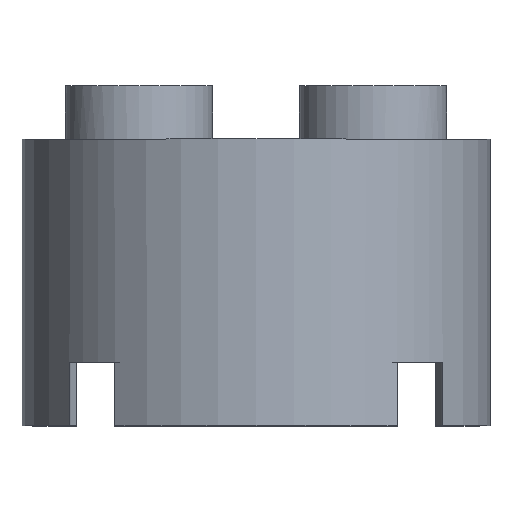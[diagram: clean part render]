
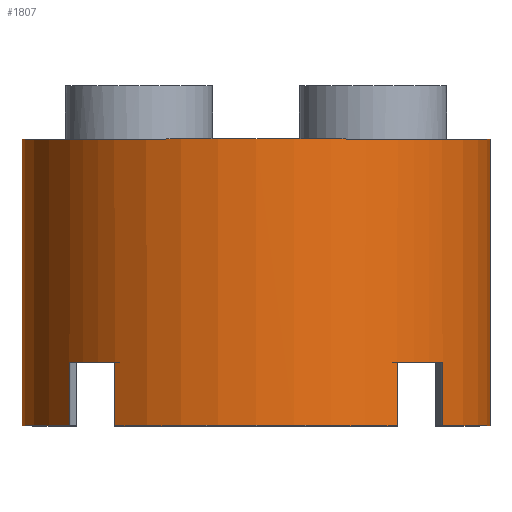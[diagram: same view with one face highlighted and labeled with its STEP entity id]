
A CAD part, top view. The second image highlights one B-rep face of the part: STEP entity #1807.
In plain terms, the highlighted cylindrical face has radius 7.8 mm (diameter 15.6 mm), a partial arc.
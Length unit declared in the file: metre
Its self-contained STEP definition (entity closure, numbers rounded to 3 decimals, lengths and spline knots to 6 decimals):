
#16=CARTESIAN_POINT('',(-0.0078,0.,-0.0078));
#17=DIRECTION('',(0.,1.,0.));
#18=DIRECTION('',(0.797,0.,0.604));
#19=AXIS2_PLACEMENT_3D('',#16,#17,#18);
#31=CARTESIAN_POINT('',(-0.0078,0.,-0.0078));
#32=DIRECTION('',(0.,1.,0.));
#33=DIRECTION('',(-1.,0.,0.));
#34=AXIS2_PLACEMENT_3D('',#31,#32,#33);
#41=CARTESIAN_POINT('',(-0.0078,0.,-0.0078));
#42=DIRECTION('',(0.,1.,0.));
#43=DIRECTION('',(-0.604,0.,0.797));
#44=AXIS2_PLACEMENT_3D('',#41,#42,#43);
#180=CARTESIAN_POINT('',(-0.0078,0.002108,-0.0078));
#181=DIRECTION('',(0.,-1.,0.));
#182=DIRECTION('',(0.797,0.,0.604));
#183=AXIS2_PLACEMENT_3D('',#180,#181,#182);
#200=CARTESIAN_POINT('',(-0.0078,0.002108,-0.0078));
#201=DIRECTION('',(0.,-1.,0.));
#202=DIRECTION('',(-0.604,0.,0.797));
#203=AXIS2_PLACEMENT_3D('',#200,#201,#202);
#457=CARTESIAN_POINT('',(-0.0078,0.00955,-0.0078));
#458=DIRECTION('',(0.,-1.,0.));
#459=DIRECTION('',(1.,0.,0.));
#460=AXIS2_PLACEMENT_3D('',#457,#458,#459);
#477=CARTESIAN_POINT('',(-0.0078,0.00955,-0.0078));
#478=DIRECTION('',(0.,-1.,0.));
#479=DIRECTION('',(0.605,0.,0.796));
#480=AXIS2_PLACEMENT_3D('',#477,#478,#479);
#497=CARTESIAN_POINT('',(-0.0078,0.00955,-0.0078));
#498=DIRECTION('',(0.,-1.,0.));
#499=DIRECTION('',(-0.796,0.,0.605));
#500=AXIS2_PLACEMENT_3D('',#497,#498,#499);
#609=DIRECTION('',(0.,1.,0.));
#610=VECTOR('',#609,0.00955);
#611=CARTESIAN_POINT('',(0.,0.,-0.0078));
#612=LINE('',#611,#610);
#627=DIRECTION('',(0.,-1.,0.));
#628=VECTOR('',#627,0.002108);
#629=CARTESIAN_POINT('',(-0.00309,0.002108,-0.001582));
#630=LINE('',#629,#628);
#631=DIRECTION('',(0.,-1.,0.));
#632=VECTOR('',#631,0.002108);
#633=CARTESIAN_POINT('',(-0.01251,0.002108,-0.001582));
#634=LINE('',#633,#632);
#635=DIRECTION('',(0.,-1.,0.));
#636=VECTOR('',#635,0.002108);
#637=CARTESIAN_POINT('',(-0.014018,0.002108,-0.00309));
#638=LINE('',#637,#636);
#639=DIRECTION('',(0.,1.,0.));
#640=VECTOR('',#639,0.00955);
#641=CARTESIAN_POINT('',(-0.0156,0.,-0.0078));
#642=LINE('',#641,#640);
#643=DIRECTION('',(0.,-1.,0.));
#644=VECTOR('',#643,0.002108);
#645=CARTESIAN_POINT('',(-0.001582,0.002108,-0.00309));
#646=LINE('',#645,#644);
#667=CARTESIAN_POINT('',(-0.0078,0.00955,-0.0078));
#668=DIRECTION('',(0.,-1.,0.));
#669=DIRECTION('',(-0.605,0.,0.796));
#670=AXIS2_PLACEMENT_3D('',#667,#668,#669);
#695=CARTESIAN_POINT('',(-0.0078,0.00955,-0.0078));
#696=DIRECTION('',(0.,-1.,0.));
#697=DIRECTION('',(0.796,0.,0.605));
#698=AXIS2_PLACEMENT_3D('',#695,#696,#697);
#875=CARTESIAN_POINT('',(-0.00308,0.00955,-0.00159));
#876=VERTEX_POINT('',#875);
#901=CARTESIAN_POINT('',(-0.01401,0.00955,-0.00308));
#902=VERTEX_POINT('',#901);
#947=CARTESIAN_POINT('',(-0.0156,0.,-0.0078));
#948=CARTESIAN_POINT('',(-0.0156,0.00955,-0.0078));
#949=VERTEX_POINT('',#947);
#950=VERTEX_POINT('',#948);
#951=CARTESIAN_POINT('',(0.,0.,-0.0078));
#952=CARTESIAN_POINT('',(0.,0.00955,-0.0078));
#953=VERTEX_POINT('',#951);
#954=VERTEX_POINT('',#952);
#955=CARTESIAN_POINT('',(-0.00159,0.00955,-0.00308));
#956=VERTEX_POINT('',#955);
#961=CARTESIAN_POINT('',(-0.01252,0.00955,-0.00159));
#962=VERTEX_POINT('',#961);
#988=CARTESIAN_POINT('',(-0.01251,0.,-0.001582));
#990=VERTEX_POINT('',#988);
#991=CARTESIAN_POINT('',(-0.00309,0.,-0.001582));
#993=VERTEX_POINT('',#991);
#1011=CARTESIAN_POINT('',(-0.001582,0.002108,-0.00309));
#1012=CARTESIAN_POINT('',(-0.00309,0.002108,-0.001582));
#1013=VERTEX_POINT('',#1011);
#1014=VERTEX_POINT('',#1012);
#1015=CARTESIAN_POINT('',(-0.01251,0.002108,-0.001582));
#1016=CARTESIAN_POINT('',(-0.014018,0.002108,-0.00309));
#1017=VERTEX_POINT('',#1015);
#1018=VERTEX_POINT('',#1016);
#1019=CARTESIAN_POINT('',(-0.014018,0.,-0.00309));
#1020=VERTEX_POINT('',#1019);
#1021=CARTESIAN_POINT('',(-0.001582,0.,-0.00309));
#1022=VERTEX_POINT('',#1021);
#1778=CARTESIAN_POINT('',(-0.0078,0.,-0.0078));
#1779=DIRECTION('',(0.,-1.,0.));
#1780=DIRECTION('',(-1.,0.,0.));
#1781=AXIS2_PLACEMENT_3D('',#1778,#1779,#1780);
#1782=CYLINDRICAL_SURFACE('',#1781,0.0078);
#1783=ORIENTED_EDGE('',*,*,#1309,.T.);
#1785=ORIENTED_EDGE('',*,*,#1784,.T.);
#1786=ORIENTED_EDGE('',*,*,#1170,.F.);
#1788=ORIENTED_EDGE('',*,*,#1787,.F.);
#1789=ORIENTED_EDGE('',*,*,#1327,.T.);
#1791=ORIENTED_EDGE('',*,*,#1790,.T.);
#1792=ORIENTED_EDGE('',*,*,#1154,.F.);
#1793=ORIENTED_EDGE('',*,*,#1746,.T.);
#1794=ORIENTED_EDGE('',*,*,#1642,.F.);
#1796=ORIENTED_EDGE('',*,*,#1795,.F.);
#1797=ORIENTED_EDGE('',*,*,#1634,.F.);
#1799=ORIENTED_EDGE('',*,*,#1798,.F.);
#1800=ORIENTED_EDGE('',*,*,#1626,.F.);
#1801=ORIENTED_EDGE('',*,*,#1738,.F.);
#1802=ORIENTED_EDGE('',*,*,#1138,.F.);
#1804=ORIENTED_EDGE('',*,*,#1803,.F.);
#1805=EDGE_LOOP('',(#1783,#1785,#1786,#1788,#1789,#1791,#1792,#1793,#1794,#1796,
#1797,#1799,#1800,#1801,#1802,#1804));
#1806=FACE_OUTER_BOUND('',#1805,.F.);
#1807=ADVANCED_FACE('',(#1806),#1782,.T.);
#20=CIRCLE('',#19,0.0078);
#35=CIRCLE('',#34,0.0078);
#45=CIRCLE('',#44,0.0078);
#184=CIRCLE('',#183,0.0078);
#204=CIRCLE('',#203,0.0078);
#461=CIRCLE('',#460,0.0078);
#481=CIRCLE('',#480,0.0078);
#501=CIRCLE('',#500,0.0078);
#671=CIRCLE('',#670,0.0078);
#699=CIRCLE('',#698,0.0078);
#1138=EDGE_CURVE('',#1022,#953,#20,.T.);
#1154=EDGE_CURVE('',#949,#1020,#35,.T.);
#1170=EDGE_CURVE('',#990,#993,#45,.T.);
#1309=EDGE_CURVE('',#1013,#1014,#184,.T.);
#1327=EDGE_CURVE('',#1017,#1018,#204,.T.);
#1626=EDGE_CURVE('',#954,#956,#461,.T.);
#1634=EDGE_CURVE('',#876,#962,#481,.T.);
#1642=EDGE_CURVE('',#902,#950,#501,.T.);
#1738=EDGE_CURVE('',#953,#954,#612,.T.);
#1746=EDGE_CURVE('',#949,#950,#642,.T.);
#1784=EDGE_CURVE('',#1014,#993,#630,.T.);
#1787=EDGE_CURVE('',#1017,#990,#634,.T.);
#1790=EDGE_CURVE('',#1018,#1020,#638,.T.);
#1795=EDGE_CURVE('',#962,#902,#671,.T.);
#1798=EDGE_CURVE('',#956,#876,#699,.T.);
#1803=EDGE_CURVE('',#1013,#1022,#646,.T.);
